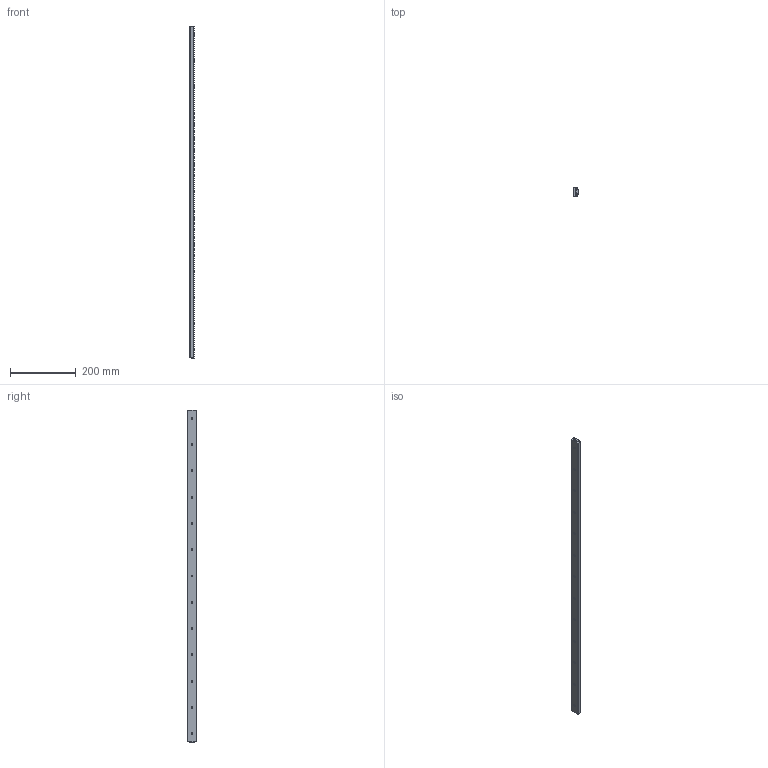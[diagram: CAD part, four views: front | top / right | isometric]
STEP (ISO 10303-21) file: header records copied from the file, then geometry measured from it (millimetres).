
FILE_DESCRIPTION (( 'STEP AP214' ), '1' );
FILE_NAME ('FR 5328_1010mm_40inch_closed.STEP', '2022-10-17T12:10:26', ( '' ), ( '' ), 'SwSTEP 2.0', 'SolidWorks 2020', '' );
FILE_SCHEMA (( 'AUTOMOTIVE_DESIGN' ));
Length unit declared in the file: millimetre
Products named in the file (5): 5328.XXX-01.T091_NL 1010; 5328.XXX-03.T091_NL 1010; FR 5328_1010mm_40inch_closed
Assembly tree (4 placements, depth 3):
  FR 5328_1010mm_40inch_closed
    5328.XXX-01.T091_NL 1010
      5328.XXX-01.T091_NL 1010
    5328.XXX-03.T091_NL 1010
      5328.XXX-03.T091_NL 1010
Bounding box: 13 x 28 x 1010 mm (x, y, z)
Volume: 259619.2 mm3; surface area: 141589.5 mm2
Topology: 2 solids, 2 shells, 154 faces, 398 edges, 248 vertices
Faces by surface type: cylinder 80, cone 52, plane 22
Entity records: 5290 total; most frequent: DIRECTION 936, CARTESIAN_POINT 809, ORIENTED_EDGE 796, EDGE_CURVE 398, AXIS2_PLACEMENT_3D 375, VERTEX_POINT 248, CIRCLE 212, EDGE_LOOP 206
